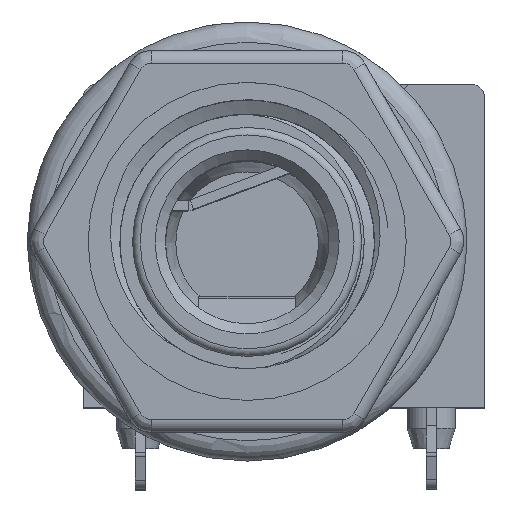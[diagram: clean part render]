
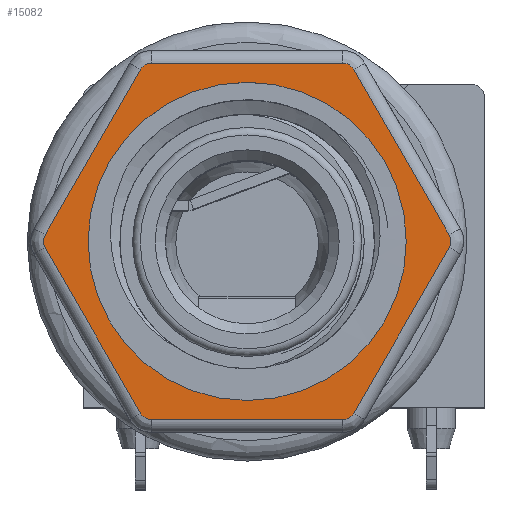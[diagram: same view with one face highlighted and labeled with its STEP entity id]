
A CAD part, top view. The second image highlights one B-rep face of the part: STEP entity #15082.
In plain terms, the highlighted planar face has unit normal (0, 0, 1).
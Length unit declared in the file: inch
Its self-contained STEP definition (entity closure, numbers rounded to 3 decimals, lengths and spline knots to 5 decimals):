
#117=FACE_BOUND('',#2114,.T.);
#625=PLANE('',#16175);
#1347=FACE_OUTER_BOUND('',#2113,.T.);
#2113=EDGE_LOOP('',(#13448,#13449,#13450,#13451,#13452,#13453,#13454,#13455,
#13456,#13457,#13458,#13459));
#2114=EDGE_LOOP('',(#13460,#13461));
#2459=CIRCLE('',#16148,0.24606);
#2460=CIRCLE('',#16150,0.24606);
#2463=CIRCLE('',#16153,0.01969);
#2466=CIRCLE('',#16157,0.01969);
#2469=CIRCLE('',#16161,0.01969);
#2472=CIRCLE('',#16165,0.01969);
#2475=CIRCLE('',#16169,0.01969);
#2478=CIRCLE('',#16173,0.01969);
#4191=LINE('',#30578,#5805);
#4192=LINE('',#30594,#5806);
#4193=LINE('',#30610,#5807);
#4194=LINE('',#30626,#5808);
#4195=LINE('',#30642,#5809);
#4196=LINE('',#30656,#5810);
#5805=VECTOR('',#19884,39.37008);
#5806=VECTOR('',#19893,39.37008);
#5807=VECTOR('',#19902,39.37008);
#5808=VECTOR('',#19911,39.37008);
#5809=VECTOR('',#19920,39.37008);
#5810=VECTOR('',#19927,39.37008);
#7151=VERTEX_POINT('',#30554);
#7152=VERTEX_POINT('',#30556);
#7153=VERTEX_POINT('',#30570);
#7154=VERTEX_POINT('',#30572);
#7155=VERTEX_POINT('',#30576);
#7156=VERTEX_POINT('',#30588);
#7157=VERTEX_POINT('',#30592);
#7158=VERTEX_POINT('',#30604);
#7159=VERTEX_POINT('',#30608);
#7160=VERTEX_POINT('',#30620);
#7161=VERTEX_POINT('',#30624);
#7162=VERTEX_POINT('',#30636);
#7163=VERTEX_POINT('',#30640);
#7164=VERTEX_POINT('',#30652);
#9238=EDGE_CURVE('',#7152,#7151,#2459,.T.);
#9239=EDGE_CURVE('',#7151,#7152,#2460,.T.);
#9242=EDGE_CURVE('',#7154,#7153,#2463,.T.);
#9244=EDGE_CURVE('',#7153,#7155,#4191,.T.);
#9246=EDGE_CURVE('',#7155,#7156,#2466,.T.);
#9248=EDGE_CURVE('',#7156,#7157,#4192,.T.);
#9250=EDGE_CURVE('',#7157,#7158,#2469,.T.);
#9252=EDGE_CURVE('',#7158,#7159,#4193,.T.);
#9254=EDGE_CURVE('',#7159,#7160,#2472,.T.);
#9256=EDGE_CURVE('',#7160,#7161,#4194,.T.);
#9258=EDGE_CURVE('',#7161,#7162,#2475,.T.);
#9260=EDGE_CURVE('',#7162,#7163,#4195,.T.);
#9262=EDGE_CURVE('',#7163,#7164,#2478,.T.);
#9263=EDGE_CURVE('',#7164,#7154,#4196,.T.);
#13448=ORIENTED_EDGE('',*,*,#9256,.F.);
#13449=ORIENTED_EDGE('',*,*,#9254,.F.);
#13450=ORIENTED_EDGE('',*,*,#9252,.F.);
#13451=ORIENTED_EDGE('',*,*,#9250,.F.);
#13452=ORIENTED_EDGE('',*,*,#9248,.F.);
#13453=ORIENTED_EDGE('',*,*,#9246,.F.);
#13454=ORIENTED_EDGE('',*,*,#9244,.F.);
#13455=ORIENTED_EDGE('',*,*,#9242,.F.);
#13456=ORIENTED_EDGE('',*,*,#9263,.F.);
#13457=ORIENTED_EDGE('',*,*,#9262,.F.);
#13458=ORIENTED_EDGE('',*,*,#9260,.F.);
#13459=ORIENTED_EDGE('',*,*,#9258,.F.);
#13460=ORIENTED_EDGE('',*,*,#9238,.F.);
#13461=ORIENTED_EDGE('',*,*,#9239,.F.);
#15082=ADVANCED_FACE('',(#1347,#117),#625,.T.);
#16148=AXIS2_PLACEMENT_3D('',#30558,#19868,#19869);
#16150=AXIS2_PLACEMENT_3D('',#30560,#19872,#19873);
#16153=AXIS2_PLACEMENT_3D('',#30574,#19878,#19879);
#16157=AXIS2_PLACEMENT_3D('',#30590,#19887,#19888);
#16161=AXIS2_PLACEMENT_3D('',#30606,#19896,#19897);
#16165=AXIS2_PLACEMENT_3D('',#30622,#19905,#19906);
#16169=AXIS2_PLACEMENT_3D('',#30638,#19914,#19915);
#16173=AXIS2_PLACEMENT_3D('',#30654,#19923,#19924);
#16175=AXIS2_PLACEMENT_3D('',#30657,#19928,#19929);
#19868=DIRECTION('center_axis',(0.,0.,
1.));
#19869=DIRECTION('ref_axis',(0.,-1.,0.));
#19872=DIRECTION('center_axis',(0.,0.,
1.));
#19873=DIRECTION('ref_axis',(0.,1.,0.));
#19878=DIRECTION('center_axis',(0.,0.,
-1.));
#19879=DIRECTION('ref_axis',(0.,1.,0.));
#19884=DIRECTION('',(1.,0.,0.));
#19887=DIRECTION('center_axis',(0.,0.,
-1.));
#19888=DIRECTION('ref_axis',(0.866,0.5,0.));
#19893=DIRECTION('',(0.5,-0.866,0.));
#19896=DIRECTION('center_axis',(0.,0.,
-1.));
#19897=DIRECTION('ref_axis',(0.866,-0.5,0.));
#19902=DIRECTION('',(-0.5,-0.866,0.));
#19905=DIRECTION('center_axis',(0.,0.,
-1.));
#19906=DIRECTION('ref_axis',(0.,-1.,0.));
#19911=DIRECTION('',(-1.,0.,0.));
#19914=DIRECTION('center_axis',(0.,0.,
-1.));
#19915=DIRECTION('ref_axis',(0.,-1.,0.));
#19920=DIRECTION('',(-0.5,0.866,0.));
#19923=DIRECTION('center_axis',(0.,0.,
-1.));
#19924=DIRECTION('ref_axis',(-0.866,0.5,0.));
#19927=DIRECTION('',(0.5,0.866,0.));
#19928=DIRECTION('center_axis',(0.,0.,
1.));
#19929=DIRECTION('ref_axis',(1.,0.,0.));
#30554=CARTESIAN_POINT('',(0.,0.24606,0.82283));
#30556=CARTESIAN_POINT('',(0.,-0.24606,0.82283));
#30558=CARTESIAN_POINT('Origin',(0.,0.,
0.82283));
#30560=CARTESIAN_POINT('Origin',(0.,0.,
0.82283));
#30570=CARTESIAN_POINT('',(-0.14775,0.27559,0.82283));
#30572=CARTESIAN_POINT('',(-0.16479,0.26575,0.82283));
#30574=CARTESIAN_POINT('Origin',(-0.14775,0.25591,0.82283));
#30576=CARTESIAN_POINT('',(0.14775,0.27559,0.82283));
#30578=CARTESIAN_POINT('',(-0.14775,0.27559,0.82283));
#30588=CARTESIAN_POINT('',(0.16479,0.26575,0.82283));
#30590=CARTESIAN_POINT('Origin',(0.14775,0.25591,0.82283));
#30592=CARTESIAN_POINT('',(0.31254,0.00984,0.82283));
#30594=CARTESIAN_POINT('',(0.16479,0.26575,0.82283));
#30604=CARTESIAN_POINT('',(0.31254,-0.00984,0.82283));
#30606=CARTESIAN_POINT('Origin',(0.29549,0.,
0.82283));
#30608=CARTESIAN_POINT('',(0.16479,-0.26575,0.82283));
#30610=CARTESIAN_POINT('',(0.31254,-0.00984,0.82283));
#30620=CARTESIAN_POINT('',(0.14775,-0.27559,0.82283));
#30622=CARTESIAN_POINT('Origin',(0.14775,-0.25591,0.82283));
#30624=CARTESIAN_POINT('',(-0.14775,-0.27559,0.82283));
#30626=CARTESIAN_POINT('',(0.14775,-0.27559,0.82283));
#30636=CARTESIAN_POINT('',(-0.16479,-0.26575,0.82283));
#30638=CARTESIAN_POINT('Origin',(-0.14775,-0.25591,0.82283));
#30640=CARTESIAN_POINT('',(-0.31254,-0.00984,0.82283));
#30642=CARTESIAN_POINT('',(-0.16479,-0.26575,0.82283));
#30652=CARTESIAN_POINT('',(-0.31254,0.00984,0.82283));
#30654=CARTESIAN_POINT('Origin',(-0.29549,0.,
0.82283));
#30656=CARTESIAN_POINT('',(-0.31254,0.00984,0.82283));
#30657=CARTESIAN_POINT('Origin',(0.,0.,
0.82283));
